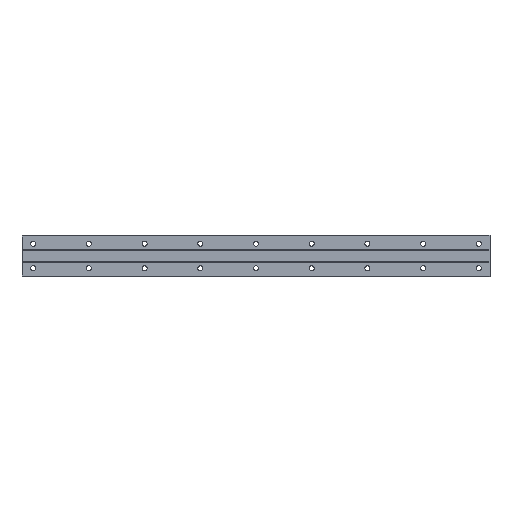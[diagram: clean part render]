
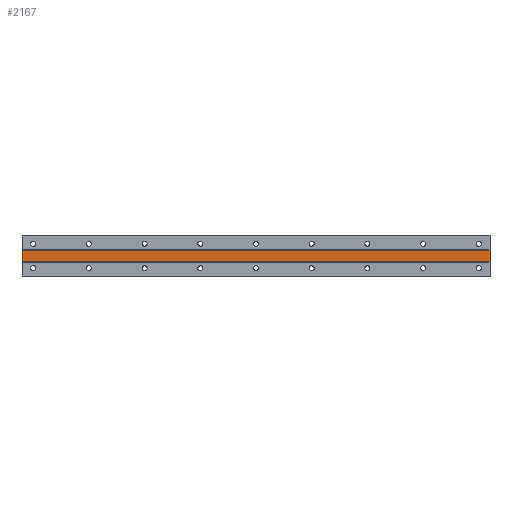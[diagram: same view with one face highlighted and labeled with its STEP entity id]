
A CAD part, front view. The second image highlights one B-rep face of the part: STEP entity #2167.
In plain terms, the highlighted planar face has unit normal (0, -1, 0).
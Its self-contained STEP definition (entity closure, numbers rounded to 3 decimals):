
#17 = EDGE_CURVE ( 'NONE', #3678, #1997, #1179, .T. ) ;
#289 = ORIENTED_EDGE ( 'NONE', *, *, #1243, .T. ) ;
#293 = EDGE_LOOP ( 'NONE', ( #289, #3397, #3082, #730 ) ) ;
#312 = VECTOR ( 'NONE', #2706, 1000. ) ;
#324 = LINE ( 'NONE', #2669, #312 ) ;
#403 = EDGE_CURVE ( 'NONE', #3430, #2491, #519, .T. ) ;
#519 = LINE ( 'NONE', #2317, #1389 ) ;
#539 = DIRECTION ( 'NONE',  ( 0., 0., -1. ) ) ;
#540 = CARTESIAN_POINT ( 'NONE',  ( 410., 0.5, -5. ) ) ;
#568 = CARTESIAN_POINT ( 'NONE',  ( 410., 0.5, 5. ) ) ;
#730 = ORIENTED_EDGE ( 'NONE', *, *, #403, .T. ) ;
#871 = EDGE_CURVE ( 'NONE', #3430, #3678, #3019, .T. ) ;
#997 = CARTESIAN_POINT ( 'NONE',  ( -10., 0.5, -5. ) ) ;
#1010 = VECTOR ( 'NONE', #1792, 1000. ) ;
#1179 = LINE ( 'NONE', #3313, #3287 ) ;
#1243 = EDGE_CURVE ( 'NONE', #2491, #1997, #324, .T. ) ;
#1259 = AXIS2_PLACEMENT_3D ( 'NONE', #2513, #1905, #1304 ) ;
#1304 = DIRECTION ( 'NONE',  ( 0., 0., 1. ) ) ;
#1389 = VECTOR ( 'NONE', #2625, 1000. ) ;
#1603 = CARTESIAN_POINT ( 'NONE',  ( -10., 0.5, 5. ) ) ;
#1792 = DIRECTION ( 'NONE',  ( 1., 0., 0. ) ) ;
#1905 = DIRECTION ( 'NONE',  ( 0., 1., 0. ) ) ;
#1997 = VERTEX_POINT ( 'NONE', #540 ) ;
#2163 = PLANE ( 'NONE',  #1259 ) ;
#2167 = ADVANCED_FACE ( 'NONE', ( #2536 ), #2163, .F. ) ;
#2317 = CARTESIAN_POINT ( 'NONE',  ( -10., 0.5, 18.34 ) ) ;
#2491 = VERTEX_POINT ( 'NONE', #997 ) ;
#2513 = CARTESIAN_POINT ( 'NONE',  ( 410., 0.5, 5. ) ) ;
#2536 = FACE_OUTER_BOUND ( 'NONE', #293, .T. ) ;
#2583 = CARTESIAN_POINT ( 'NONE',  ( 410., 0.5, 5. ) ) ;
#2625 = DIRECTION ( 'NONE',  ( 0., 0., -1. ) ) ;
#2669 = CARTESIAN_POINT ( 'NONE',  ( 410., 0.5, -5. ) ) ;
#2706 = DIRECTION ( 'NONE',  ( 1., 0., 0. ) ) ;
#3019 = LINE ( 'NONE', #568, #1010 ) ;
#3082 = ORIENTED_EDGE ( 'NONE', *, *, #871, .F. ) ;
#3287 = VECTOR ( 'NONE', #539, 1000. ) ;
#3313 = CARTESIAN_POINT ( 'NONE',  ( 410., 0.5, 18.34 ) ) ;
#3397 = ORIENTED_EDGE ( 'NONE', *, *, #17, .F. ) ;
#3430 = VERTEX_POINT ( 'NONE', #1603 ) ;
#3678 = VERTEX_POINT ( 'NONE', #2583 ) ;
